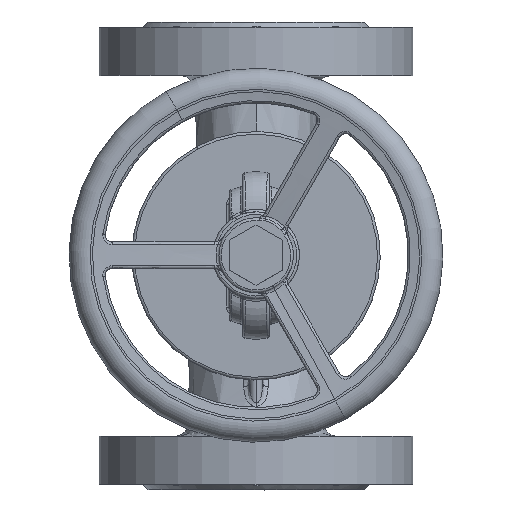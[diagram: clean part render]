
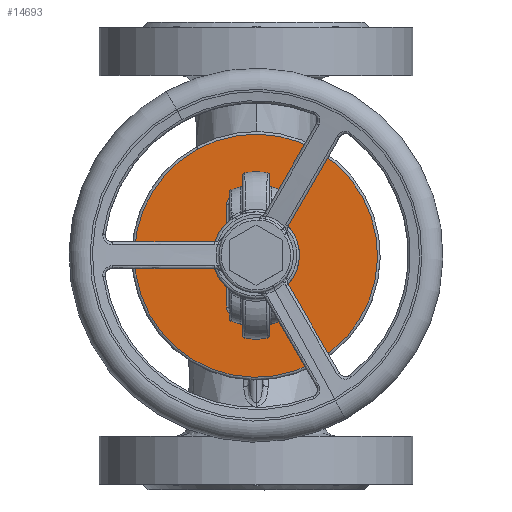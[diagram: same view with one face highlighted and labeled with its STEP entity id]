
A CAD part, top view. The second image highlights one B-rep face of the part: STEP entity #14693.
In plain terms, the highlighted planar face has unit normal (0, 0, 1).
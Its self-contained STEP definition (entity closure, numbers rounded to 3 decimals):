
#13984=AXIS2_PLACEMENT_3D('Circle Axis2P3D',#13982,#13983,$) ;
#14580=AXIS2_PLACEMENT_3D('Plane Axis2P3D',#14577,#14578,#14579) ;
#14584=AXIS2_PLACEMENT_3D('Circle Axis2P3D',#14582,#14583,$) ;
#14611=AXIS2_PLACEMENT_3D('Circle Axis2P3D',#14609,#14610,$) ;
#14657=AXIS2_PLACEMENT_3D('Circle Axis2P3D',#14655,#14656,$) ;
#13972=CARTESIAN_POINT('Vertex',(43.628,-79.86,122.)) ;
#13979=CARTESIAN_POINT('Vertex',(-43.628,79.86,122.)) ;
#13982=CARTESIAN_POINT('Axis2P3D Location',(0.,0.,122.)) ;
#14577=CARTESIAN_POINT('Axis2P3D Location',(0.,-93.,122.)) ;
#14582=CARTESIAN_POINT('Axis2P3D Location',(0.,0.,122.)) ;
#14592=CARTESIAN_POINT('Control Point',(19.28,-43.384,122.)) ;
#14593=CARTESIAN_POINT('Control Point',(19.586,-43.248,122.)) ;
#14594=CARTESIAN_POINT('Control Point',(19.867,-43.078,122.)) ;
#14595=CARTESIAN_POINT('Control Point',(20.12,-42.884,122.)) ;
#14596=CARTESIAN_POINT('Control Point',(20.621,-42.42,122.)) ;
#14597=CARTESIAN_POINT('Control Point',(21.011,-41.895,122.)) ;
#14598=CARTESIAN_POINT('Control Point',(21.194,-41.597,122.)) ;
#14599=CARTESIAN_POINT('Control Point',(21.604,-40.8,122.)) ;
#14600=CARTESIAN_POINT('Control Point',(21.851,-39.962,122.)) ;
#14601=CARTESIAN_POINT('Control Point',(21.951,-39.44,122.)) ;
#14602=CARTESIAN_POINT('Control Point',(22.,-38.914,122.)) ;
#14603=CARTESIAN_POINT('Control Point',(22.,-38.389,122.)) ;
#14604=CARTESIAN_POINT('Vertex',(19.28,-43.384,122.)) ;
#14606=CARTESIAN_POINT('Vertex',(22.,-38.389,122.)) ;
#14609=CARTESIAN_POINT('Axis2P3D Location',(0.,0.,122.)) ;
#14613=CARTESIAN_POINT('Vertex',(-19.28,-43.384,122.)) ;
#14617=CARTESIAN_POINT('Control Point',(-22.,-38.389,122.)) ;
#14618=CARTESIAN_POINT('Control Point',(-22.,-38.902,122.)) ;
#14619=CARTESIAN_POINT('Control Point',(-21.953,-39.416,122.)) ;
#14620=CARTESIAN_POINT('Control Point',(-21.858,-39.926,122.)) ;
#14621=CARTESIAN_POINT('Control Point',(-21.615,-40.77,122.)) ;
#14622=CARTESIAN_POINT('Control Point',(-21.209,-41.575,122.)) ;
#14623=CARTESIAN_POINT('Control Point',(-21.017,-41.89,122.)) ;
#14624=CARTESIAN_POINT('Control Point',(-20.619,-42.426,122.)) ;
#14625=CARTESIAN_POINT('Control Point',(-20.104,-42.896,122.)) ;
#14626=CARTESIAN_POINT('Control Point',(-19.855,-43.086,122.)) ;
#14627=CARTESIAN_POINT('Control Point',(-19.579,-43.251,122.)) ;
#14628=CARTESIAN_POINT('Control Point',(-19.28,-43.384,122.)) ;
#14629=CARTESIAN_POINT('Vertex',(-22.,-38.389,122.)) ;
#14632=CARTESIAN_POINT('Line Origine',(-22.,0.,122.)) ;
#14636=CARTESIAN_POINT('Vertex',(-22.,38.389,122.)) ;
#14640=CARTESIAN_POINT('Control Point',(-19.28,43.384,122.)) ;
#14641=CARTESIAN_POINT('Control Point',(-19.586,43.248,122.)) ;
#14642=CARTESIAN_POINT('Control Point',(-19.867,43.078,122.)) ;
#14643=CARTESIAN_POINT('Control Point',(-20.12,42.884,122.)) ;
#14644=CARTESIAN_POINT('Control Point',(-20.621,42.42,122.)) ;
#14645=CARTESIAN_POINT('Control Point',(-21.011,41.895,122.)) ;
#14646=CARTESIAN_POINT('Control Point',(-21.194,41.597,122.)) ;
#14647=CARTESIAN_POINT('Control Point',(-21.604,40.8,122.)) ;
#14648=CARTESIAN_POINT('Control Point',(-21.851,39.962,122.)) ;
#14649=CARTESIAN_POINT('Control Point',(-21.951,39.44,122.)) ;
#14650=CARTESIAN_POINT('Control Point',(-22.,38.914,122.)) ;
#14651=CARTESIAN_POINT('Control Point',(-22.,38.389,122.)) ;
#14652=CARTESIAN_POINT('Vertex',(-19.28,43.384,122.)) ;
#14655=CARTESIAN_POINT('Axis2P3D Location',(0.,0.,122.)) ;
#14659=CARTESIAN_POINT('Vertex',(19.28,43.384,122.)) ;
#14663=CARTESIAN_POINT('Control Point',(22.,38.389,122.)) ;
#14664=CARTESIAN_POINT('Control Point',(22.,38.902,122.)) ;
#14665=CARTESIAN_POINT('Control Point',(21.953,39.416,122.)) ;
#14666=CARTESIAN_POINT('Control Point',(21.858,39.926,122.)) ;
#14667=CARTESIAN_POINT('Control Point',(21.615,40.77,122.)) ;
#14668=CARTESIAN_POINT('Control Point',(21.209,41.575,122.)) ;
#14669=CARTESIAN_POINT('Control Point',(21.017,41.89,122.)) ;
#14670=CARTESIAN_POINT('Control Point',(20.619,42.426,122.)) ;
#14671=CARTESIAN_POINT('Control Point',(20.104,42.896,122.)) ;
#14672=CARTESIAN_POINT('Control Point',(19.855,43.086,122.)) ;
#14673=CARTESIAN_POINT('Control Point',(19.579,43.251,122.)) ;
#14674=CARTESIAN_POINT('Control Point',(19.28,43.384,122.)) ;
#14675=CARTESIAN_POINT('Vertex',(22.,38.389,122.)) ;
#14678=CARTESIAN_POINT('Line Origine',(22.,0.,122.)) ;
#13983=DIRECTION('Axis2P3D Direction',(0.,0.,1.)) ;
#14578=DIRECTION('Axis2P3D Direction',(0.,0.,1.)) ;
#14579=DIRECTION('Axis2P3D XDirection',(1.,0.,0.)) ;
#14583=DIRECTION('Axis2P3D Direction',(0.,0.,1.)) ;
#14610=DIRECTION('Axis2P3D Direction',(0.,0.,1.)) ;
#14633=DIRECTION('Vector Direction',(0.,-1.,0.)) ;
#14656=DIRECTION('Axis2P3D Direction',(0.,0.,1.)) ;
#14679=DIRECTION('Vector Direction',(0.,-1.,0.)) ;
#14634=VECTOR('Line Direction',#14633,1.) ;
#14680=VECTOR('Line Direction',#14679,1.) ;
#14588=ORIENTED_EDGE('',*,*,#13986,.T.) ;
#14589=ORIENTED_EDGE('',*,*,#14586,.T.) ;
#14684=ORIENTED_EDGE('',*,*,#14608,.F.) ;
#14685=ORIENTED_EDGE('',*,*,#14615,.F.) ;
#14686=ORIENTED_EDGE('',*,*,#14631,.F.) ;
#14687=ORIENTED_EDGE('',*,*,#14638,.F.) ;
#14688=ORIENTED_EDGE('',*,*,#14654,.F.) ;
#14689=ORIENTED_EDGE('',*,*,#14661,.F.) ;
#14690=ORIENTED_EDGE('',*,*,#14677,.F.) ;
#14691=ORIENTED_EDGE('',*,*,#14682,.F.) ;
#14692=FACE_BOUND('',#14683,.T.) ;
#14693=ADVANCED_FACE('PartBody',(#14590,#14692),#14581,.T.) ;
#14591=B_SPLINE_CURVE_WITH_KNOTS('',5,(#14592,#14593,#14594,#14595,#14596,#14597,#14598,#14599,#14600,#14601,#14602,#14603),.UNSPECIFIED.,.F.,.U.,(6,3,3,6),(0.,1.897,4.184,7.847),.UNSPECIFIED.) ;
#14616=B_SPLINE_CURVE_WITH_KNOTS('',5,(#14617,#14618,#14619,#14620,#14621,#14622,#14623,#14624,#14625,#14626,#14627,#14628),.UNSPECIFIED.,.F.,.U.,(6,3,3,6),(0.,3.577,5.99,7.846),.UNSPECIFIED.) ;
#14639=B_SPLINE_CURVE_WITH_KNOTS('',5,(#14640,#14641,#14642,#14643,#14644,#14645,#14646,#14647,#14648,#14649,#14650,#14651),.UNSPECIFIED.,.F.,.U.,(6,3,3,6),(0.,1.897,4.184,7.846),.UNSPECIFIED.) ;
#14662=B_SPLINE_CURVE_WITH_KNOTS('',5,(#14663,#14664,#14665,#14666,#14667,#14668,#14669,#14670,#14671,#14672,#14673,#14674),.UNSPECIFIED.,.F.,.U.,(6,3,3,6),(0.,3.577,5.991,7.847),.UNSPECIFIED.) ;
#13985=CIRCLE('generated circle',#13984,91.) ;
#14585=CIRCLE('generated circle',#14584,91.) ;
#14612=CIRCLE('generated circle',#14611,47.475) ;
#14658=CIRCLE('generated circle',#14657,47.475) ;
#13986=EDGE_CURVE('',#13973,#13980,#13985,.T.) ;
#14586=EDGE_CURVE('',#13980,#13973,#14585,.T.) ;
#14608=EDGE_CURVE('',#14605,#14607,#14591,.T.) ;
#14615=EDGE_CURVE('',#14614,#14605,#14612,.T.) ;
#14631=EDGE_CURVE('',#14630,#14614,#14616,.T.) ;
#14638=EDGE_CURVE('',#14637,#14630,#14635,.T.) ;
#14654=EDGE_CURVE('',#14653,#14637,#14639,.T.) ;
#14661=EDGE_CURVE('',#14660,#14653,#14658,.T.) ;
#14677=EDGE_CURVE('',#14676,#14660,#14662,.T.) ;
#14682=EDGE_CURVE('',#14607,#14676,#14681,.F.) ;
#14587=EDGE_LOOP('',(#14588,#14589)) ;
#14683=EDGE_LOOP('',(#14684,#14685,#14686,#14687,#14688,#14689,#14690,#14691)) ;
#14590=FACE_OUTER_BOUND('',#14587,.T.) ;
#14635=LINE('Line',#14632,#14634) ;
#14681=LINE('Line',#14678,#14680) ;
#14581=PLANE('',#14580) ;
#13973=VERTEX_POINT('',#13972) ;
#13980=VERTEX_POINT('',#13979) ;
#14605=VERTEX_POINT('',#14604) ;
#14607=VERTEX_POINT('',#14606) ;
#14614=VERTEX_POINT('',#14613) ;
#14630=VERTEX_POINT('',#14629) ;
#14637=VERTEX_POINT('',#14636) ;
#14653=VERTEX_POINT('',#14652) ;
#14660=VERTEX_POINT('',#14659) ;
#14676=VERTEX_POINT('',#14675) ;
